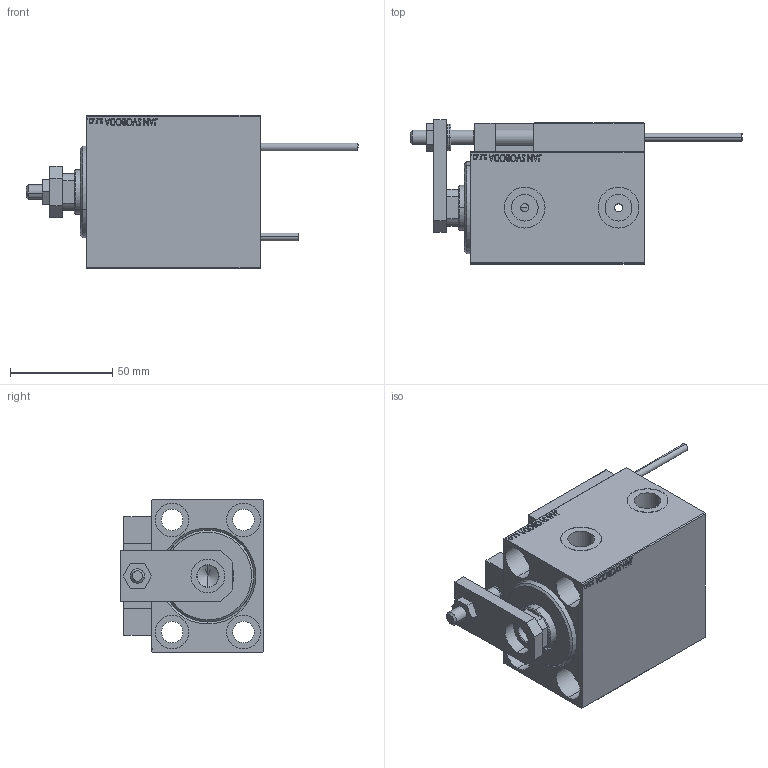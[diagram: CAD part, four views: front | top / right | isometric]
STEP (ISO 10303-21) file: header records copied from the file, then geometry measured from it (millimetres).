
FILE_DESCRIPTION (( 'STEP AP203' ), '1' );
FILE_NAME ('8297.STEP', '2022-04-17T10:56:41', ( '' ), ( '' ), 'SwSTEP 2.0', 'SolidWorks 2019', '' );
FILE_SCHEMA (( 'CONFIG_CONTROL_DESIGN' ));
Length unit declared in the file: millimetre
Products named in the file (15): ALLEN BOLT D5 0ba507f7e4b6863cd10e0d0acc543c5c; 8297; SWITCH X 0ba507f7e4b6863cd10e0d0acc543c5c; SWITCH_X_FRONT_BACK 0ba507f7e4b6863cd10e0d0acc543c5c; ZARAZKA 0ba507f7e4b6863cd10e0d0acc543c5c; ALLEN BOLT D8 0ba507f7e4b6863cd10e0d0acc543c5c; MAGNET 0ba507f7e4b6863cd10e0d0acc543c5c; TYC_L79 0ba507f7e4b6863cd10e0d0acc543c5c; SWITCH DIM B,W 0ba507f7e4b6863cd10e0d0acc543c5c; Block 0ba507f7e4b6863cd10e0d0acc543c5c; NUT_D12 0ba507f7e4b6863cd10e0d0acc543c5c; V450CM_C_Body 0ba507f7e4b6863cd10e0d0acc543c5c; V450CM_C_VCP 0ba507f7e4b6863cd10e0d0acc543c5c; V450CM_VC_B 0ba507f7e4b6863cd10e0d0acc543c5c; KONCOVKA 0ba507f7e4b6863cd10e0d0acc543c5c
Assembly tree (24 placements, depth 3):
  8297
    V450CM_C_Body 0ba507f7e4b6863cd10e0d0acc543c5c
    SWITCH X 0ba507f7e4b6863cd10e0d0acc543c5c
      SWITCH_X_FRONT_BACK 0ba507f7e4b6863cd10e0d0acc543c5c  x2
      TYC_L79 0ba507f7e4b6863cd10e0d0acc543c5c
      Block 0ba507f7e4b6863cd10e0d0acc543c5c  x2
      ALLEN BOLT D5 0ba507f7e4b6863cd10e0d0acc543c5c  x4
      ALLEN BOLT D8 0ba507f7e4b6863cd10e0d0acc543c5c  x4
      MAGNET 0ba507f7e4b6863cd10e0d0acc543c5c  x2
      KONCOVKA 0ba507f7e4b6863cd10e0d0acc543c5c  x2
    NUT_D12 0ba507f7e4b6863cd10e0d0acc543c5c
    SWITCH DIM B,W 0ba507f7e4b6863cd10e0d0acc543c5c
    ZARAZKA 0ba507f7e4b6863cd10e0d0acc543c5c
    V450CM_C_VCP 0ba507f7e4b6863cd10e0d0acc543c5c
    V450CM_VC_B 0ba507f7e4b6863cd10e0d0acc543c5c
Bounding box: 162.7 x 70.5 x 75 mm (x, y, z)
Volume: 342999.2 mm3; surface area: 87967.1 mm2
Topology: 23 solids, 23 shells, 1296 faces, 3100 edges, 1983 vertices
Faces by surface type: plane 564, bspline 380, cylinder 198, cone 106, torus 44, sphere 4
Entity records: 50691 total; most frequent: CARTESIAN_POINT 26084, ORIENTED_EDGE 5220, DIRECTION 3538, EDGE_CURVE 2610, VERTEX_POINT 1707, VECTOR 1496, LINE 1496, EDGE_LOOP 1213
